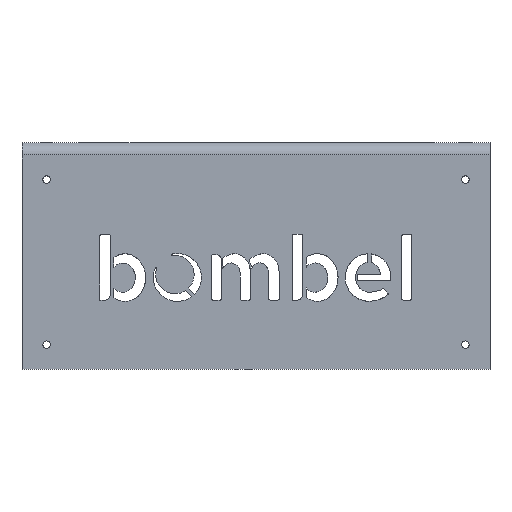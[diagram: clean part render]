
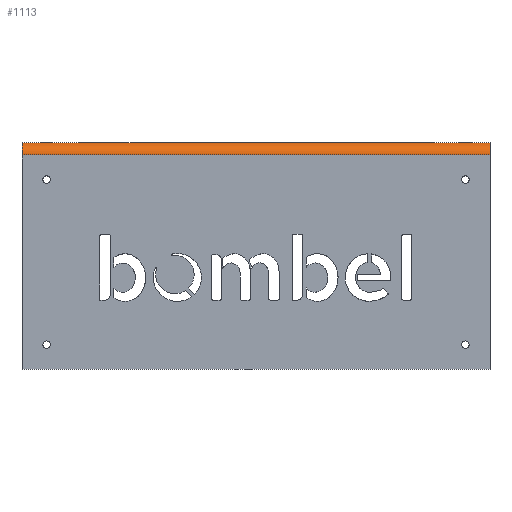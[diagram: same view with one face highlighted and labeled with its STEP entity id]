
A CAD part, top view. The second image highlights one B-rep face of the part: STEP entity #1113.
In plain terms, the highlighted cylindrical face has radius 5 mm (diameter 10 mm), a partial arc.
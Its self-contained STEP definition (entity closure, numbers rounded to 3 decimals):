
#76 = VECTOR ( 'NONE', #4727, 1000. ) ;
#89 = DIRECTION ( 'NONE',  ( 0., 0., -1. ) ) ;
#506 = ORIENTED_EDGE ( 'NONE', *, *, #1951, .T. ) ;
#756 = CARTESIAN_POINT ( 'NONE',  ( -95., 0., 87. ) ) ;
#877 = CARTESIAN_POINT ( 'NONE',  ( 95., -5., 92. ) ) ;
#940 = CARTESIAN_POINT ( 'NONE',  ( 95., -5., 92. ) ) ;
#1085 = VECTOR ( 'NONE', #3124, 1000. ) ;
#1113 = ADVANCED_FACE ( 'NONE', ( #2789 ), #4495, .T. ) ;
#1294 = CARTESIAN_POINT ( 'NONE',  ( 95., -5., 87. ) ) ;
#1319 = DIRECTION ( 'NONE',  ( 0., 0., 1. ) ) ;
#1587 = CARTESIAN_POINT ( 'NONE',  ( 95., -5., 87. ) ) ;
#1686 = DIRECTION ( 'NONE',  ( -1., 0., 0. ) ) ;
#1756 = ORIENTED_EDGE ( 'NONE', *, *, #4045, .F. ) ;
#1897 = CIRCLE ( 'NONE', #2906, 5. ) ;
#1944 = DIRECTION ( 'NONE',  ( 0., 0., -1. ) ) ;
#1951 = EDGE_CURVE ( 'NONE', #4082, #3572, #4199, .T. ) ;
#2077 = CARTESIAN_POINT ( 'NONE',  ( 95., 0., 87. ) ) ;
#2145 = VERTEX_POINT ( 'NONE', #2713 ) ;
#2272 = EDGE_LOOP ( 'NONE', ( #4391, #1756, #3501, #506 ) ) ;
#2304 = DIRECTION ( 'NONE',  ( 1., 0., 0. ) ) ;
#2713 = CARTESIAN_POINT ( 'NONE',  ( -95., -5., 92. ) ) ;
#2722 = EDGE_CURVE ( 'NONE', #3572, #2145, #3061, .T. ) ;
#2789 = FACE_OUTER_BOUND ( 'NONE', #2272, .T. ) ;
#2906 = AXIS2_PLACEMENT_3D ( 'NONE', #1587, #4123, #1944 ) ;
#3061 = CIRCLE ( 'NONE', #4427, 5. ) ;
#3124 = DIRECTION ( 'NONE',  ( -1., 0., 0. ) ) ;
#3127 = LINE ( 'NONE', #940, #1085 ) ;
#3139 = AXIS2_PLACEMENT_3D ( 'NONE', #1294, #1686, #1319 ) ;
#3285 = CARTESIAN_POINT ( 'NONE',  ( 95., 0., 87. ) ) ;
#3501 = ORIENTED_EDGE ( 'NONE', *, *, #3859, .F. ) ;
#3572 = VERTEX_POINT ( 'NONE', #756 ) ;
#3859 = EDGE_CURVE ( 'NONE', #4082, #3960, #1897, .T. ) ;
#3960 = VERTEX_POINT ( 'NONE', #877 ) ;
#4045 = EDGE_CURVE ( 'NONE', #3960, #2145, #3127, .T. ) ;
#4082 = VERTEX_POINT ( 'NONE', #2077 ) ;
#4123 = DIRECTION ( 'NONE',  ( 1., 0., 0. ) ) ;
#4199 = LINE ( 'NONE', #3285, #76 ) ;
#4391 = ORIENTED_EDGE ( 'NONE', *, *, #2722, .T. ) ;
#4427 = AXIS2_PLACEMENT_3D ( 'NONE', #4465, #2304, #89 ) ;
#4465 = CARTESIAN_POINT ( 'NONE',  ( -95., -5., 87. ) ) ;
#4495 = CYLINDRICAL_SURFACE ( 'NONE', #3139, 5. ) ;
#4727 = DIRECTION ( 'NONE',  ( -1., 0., 0. ) ) ;
